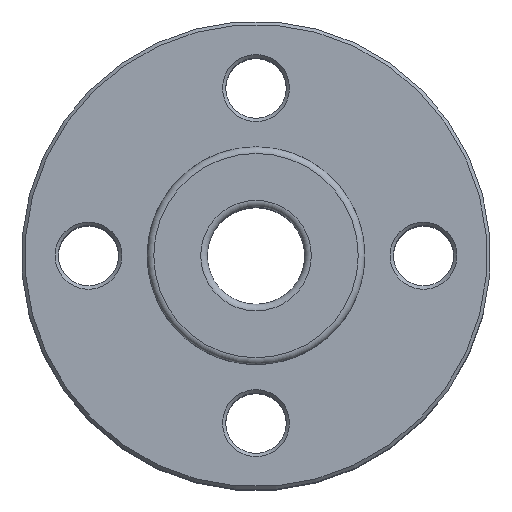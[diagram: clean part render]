
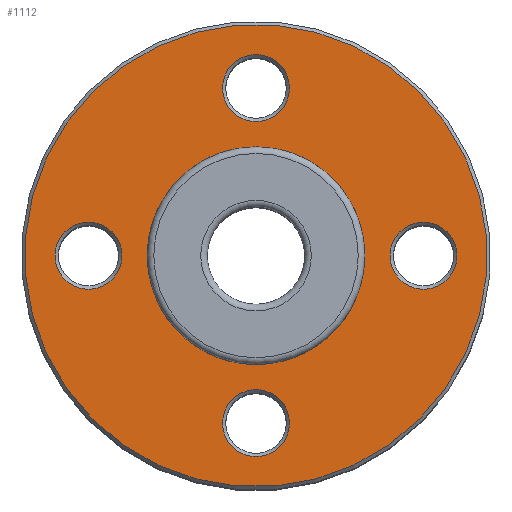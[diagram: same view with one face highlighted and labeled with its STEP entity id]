
A CAD part, top view. The second image highlights one B-rep face of the part: STEP entity #1112.
In plain terms, the highlighted face is planar.
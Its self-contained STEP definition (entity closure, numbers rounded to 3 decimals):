
#83=FACE_BOUND('',#183,.T.);
#84=FACE_BOUND('',#184,.T.);
#85=FACE_BOUND('',#185,.T.);
#86=FACE_BOUND('',#186,.T.);
#87=FACE_BOUND('',#187,.T.);
#101=PLANE('',#1232);
#112=FACE_OUTER_BOUND('',#182,.T.);
#182=EDGE_LOOP('',(#759));
#183=EDGE_LOOP('',(#760));
#184=EDGE_LOOP('',(#761));
#185=EDGE_LOOP('',(#762));
#186=EDGE_LOOP('',(#763));
#187=EDGE_LOOP('',(#764));
#335=CIRCLE('',#1230,10.);
#337=CIRCLE('',#1233,69.);
#338=CIRCLE('',#1234,10.);
#339=CIRCLE('',#1235,10.);
#340=CIRCLE('',#1236,32.5);
#341=CIRCLE('',#1237,10.);
#473=VERTEX_POINT('',#1908);
#475=VERTEX_POINT('',#1914);
#476=VERTEX_POINT('',#1916);
#477=VERTEX_POINT('',#1918);
#478=VERTEX_POINT('',#1920);
#479=VERTEX_POINT('',#1922);
#584=EDGE_CURVE('',#473,#473,#335,.T.);
#587=EDGE_CURVE('',#475,#475,#337,.T.);
#588=EDGE_CURVE('',#476,#476,#338,.T.);
#589=EDGE_CURVE('',#477,#477,#339,.T.);
#590=EDGE_CURVE('',#478,#478,#340,.T.);
#591=EDGE_CURVE('',#479,#479,#341,.T.);
#759=ORIENTED_EDGE('',*,*,#587,.F.);
#760=ORIENTED_EDGE('',*,*,#588,.F.);
#761=ORIENTED_EDGE('',*,*,#589,.F.);
#762=ORIENTED_EDGE('',*,*,#590,.F.);
#763=ORIENTED_EDGE('',*,*,#591,.F.);
#764=ORIENTED_EDGE('',*,*,#584,.F.);
#1112=ADVANCED_FACE('',(#112,#83,#84,#85,#86,#87),#101,.T.);
#1230=AXIS2_PLACEMENT_3D('',#1909,#1448,#1449);
#1232=AXIS2_PLACEMENT_3D('',#1913,#1453,#1454);
#1233=AXIS2_PLACEMENT_3D('',#1915,#1455,#1456);
#1234=AXIS2_PLACEMENT_3D('',#1917,#1457,#1458);
#1235=AXIS2_PLACEMENT_3D('',#1919,#1459,#1460);
#1236=AXIS2_PLACEMENT_3D('',#1921,#1461,#1462);
#1237=AXIS2_PLACEMENT_3D('',#1923,#1463,#1464);
#1448=DIRECTION('center_axis',(0.,-1.,0.));
#1449=DIRECTION('ref_axis',(0.,0.,-1.));
#1453=DIRECTION('center_axis',(0.,-1.,0.));
#1454=DIRECTION('ref_axis',(0.,0.,-1.));
#1455=DIRECTION('center_axis',(0.,1.,0.));
#1456=DIRECTION('ref_axis',(-1.,0.,0.));
#1457=DIRECTION('center_axis',(0.,-1.,0.));
#1458=DIRECTION('ref_axis',(-1.,0.,0.));
#1459=DIRECTION('center_axis',(0.,-1.,0.));
#1460=DIRECTION('ref_axis',(1.,0.,0.));
#1461=DIRECTION('center_axis',(0.,-1.,0.));
#1462=DIRECTION('ref_axis',(1.,0.,0.));
#1463=DIRECTION('center_axis',(0.,-1.,0.));
#1464=DIRECTION('ref_axis',(0.,0.,1.));
#1908=CARTESIAN_POINT('',(35.355,0.,-25.355));
#1909=CARTESIAN_POINT('Origin',(35.355,0.,-35.355));
#1913=CARTESIAN_POINT('Origin',(32.5,0.,0.));
#1914=CARTESIAN_POINT('',(69.,0.,0.));
#1915=CARTESIAN_POINT('Origin',(0.,0.,0.));
#1916=CARTESIAN_POINT('',(-25.355,0.,-35.355));
#1917=CARTESIAN_POINT('Origin',(-35.355,0.,
-35.355));
#1918=CARTESIAN_POINT('',(25.355,0.,35.355));
#1919=CARTESIAN_POINT('Origin',(35.355,0.,35.355));
#1920=CARTESIAN_POINT('',(-32.5,0.,0.));
#1921=CARTESIAN_POINT('Origin',(0.,0.,0.));
#1922=CARTESIAN_POINT('',(-35.355,0.,25.355));
#1923=CARTESIAN_POINT('Origin',(-35.355,0.,
35.355));
